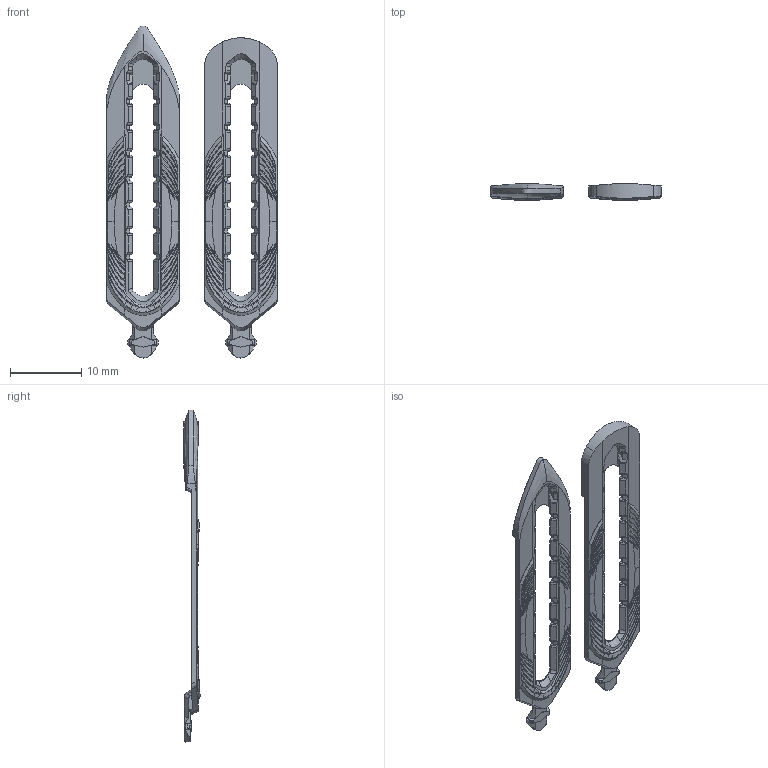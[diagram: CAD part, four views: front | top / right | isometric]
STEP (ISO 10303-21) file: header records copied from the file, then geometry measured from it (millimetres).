
FILE_DESCRIPTION(/* description */ (''),/* implementation_level */ '2;1');
FILE_NAME(/* name */ 'grip stay 1016.step',/* time_stamp */ '2023-10-17T16:28:38-04:00',/* author */ (''),/* organization */ (''),/* preprocessor_version */ 'ST-DEVELOPER v20',/* originating_system */ 'Autodesk Translation Framework v12.14.0.127',/* authorisation */ '');
FILE_SCHEMA (('AUTOMOTIVE_DESIGN { 1 0 10303 214 3 1 1 }'));
Length unit declared in the file: inch
Products named in the file (2): FusionComponent; back
Assembly tree (1 placements, depth 2):
  FusionComponent
    back
Bounding box: 23.88 x 2.29 x 46.47 mm (x, y, z)
Volume: 578 mm3; surface area: 1507.3 mm2
Topology: 2 solids, 2 shells, 980 faces, 2870 edges, 1892 vertices
Faces by surface type: bspline 431, plane 408, cylinder 141
Entity records: 43430 total; most frequent: CARTESIAN_POINT 21573, ORIENTED_EDGE 5740, EDGE_CURVE 2870, DIRECTION 2652, VERTEX_POINT 1892, B_SPLINE_CURVE_WITH_KNOTS 1568, LINE 1048, VECTOR 1048
